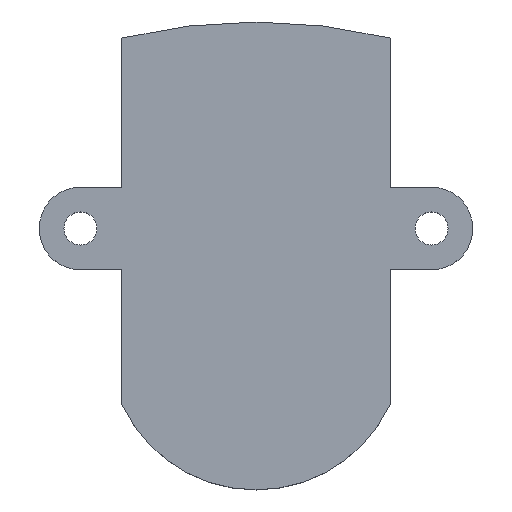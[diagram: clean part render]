
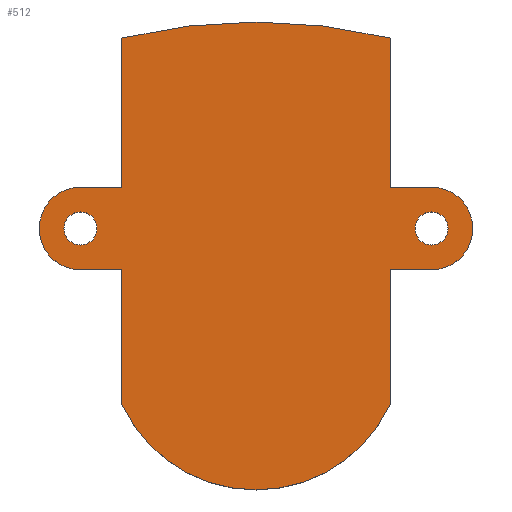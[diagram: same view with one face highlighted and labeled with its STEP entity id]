
A CAD part, top view. The second image highlights one B-rep face of the part: STEP entity #512.
In plain terms, the highlighted planar face has unit normal (0, 0, 1).
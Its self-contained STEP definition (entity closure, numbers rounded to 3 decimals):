
#23=FACE_BOUND('',#108,.T.);
#24=FACE_BOUND('',#109,.T.);
#42=PLANE('',#577);
#71=FACE_OUTER_BOUND('',#107,.T.);
#107=EDGE_LOOP('',(#460,#461,#462,#463,#464,#465,#466,#467,#468,#469,#470,
#471));
#108=EDGE_LOOP('',(#472));
#109=EDGE_LOOP('',(#473));
#129=LINE('',#796,#175);
#133=LINE('',#804,#179);
#138=LINE('',#822,#184);
#140=LINE('',#825,#186);
#143=LINE('',#837,#189);
#147=LINE('',#846,#193);
#154=LINE('',#867,#200);
#155=LINE('',#868,#201);
#175=VECTOR('',#649,10.);
#179=VECTOR('',#653,10.);
#184=VECTOR('',#672,10.);
#186=VECTOR('',#676,10.);
#189=VECTOR('',#689,10.);
#193=VECTOR('',#695,10.);
#200=VECTOR('',#720,10.);
#201=VECTOR('',#721,10.);
#214=CIRCLE('',#554,1.6);
#215=CIRCLE('',#556,4.);
#218=CIRCLE('',#563,1.6);
#219=CIRCLE('',#567,4.);
#222=CIRCLE('',#573,14.318);
#223=CIRCLE('',#576,55.);
#245=VERTEX_POINT('',#793);
#246=VERTEX_POINT('',#795);
#249=VERTEX_POINT('',#801);
#250=VERTEX_POINT('',#803);
#252=VERTEX_POINT('',#809);
#253=VERTEX_POINT('',#813);
#254=VERTEX_POINT('',#814);
#258=VERTEX_POINT('',#831);
#259=VERTEX_POINT('',#835);
#260=VERTEX_POINT('',#836);
#263=VERTEX_POINT('',#844);
#264=VERTEX_POINT('',#845);
#268=VERTEX_POINT('',#861);
#269=VERTEX_POINT('',#865);
#300=EDGE_CURVE('',#246,#245,#129,.T.);
#304=EDGE_CURVE('',#250,#249,#133,.T.);
#308=EDGE_CURVE('',#252,#252,#214,.T.);
#309=EDGE_CURVE('',#253,#254,#215,.T.);
#313=EDGE_CURVE('',#254,#246,#138,.T.);
#315=EDGE_CURVE('',#249,#253,#140,.T.);
#319=EDGE_CURVE('',#258,#258,#218,.T.);
#320=EDGE_CURVE('',#259,#260,#143,.T.);
#324=EDGE_CURVE('',#263,#264,#147,.T.);
#328=EDGE_CURVE('',#263,#260,#219,.T.);
#332=EDGE_CURVE('',#268,#245,#222,.T.);
#335=EDGE_CURVE('',#259,#269,#154,.T.);
#336=EDGE_CURVE('',#268,#264,#155,.T.);
#337=EDGE_CURVE('',#250,#269,#223,.T.);
#460=ORIENTED_EDGE('',*,*,#337,.F.);
#461=ORIENTED_EDGE('',*,*,#304,.T.);
#462=ORIENTED_EDGE('',*,*,#315,.T.);
#463=ORIENTED_EDGE('',*,*,#309,.T.);
#464=ORIENTED_EDGE('',*,*,#313,.T.);
#465=ORIENTED_EDGE('',*,*,#300,.T.);
#466=ORIENTED_EDGE('',*,*,#332,.F.);
#467=ORIENTED_EDGE('',*,*,#336,.T.);
#468=ORIENTED_EDGE('',*,*,#324,.F.);
#469=ORIENTED_EDGE('',*,*,#328,.T.);
#470=ORIENTED_EDGE('',*,*,#320,.F.);
#471=ORIENTED_EDGE('',*,*,#335,.T.);
#472=ORIENTED_EDGE('',*,*,#308,.T.);
#473=ORIENTED_EDGE('',*,*,#319,.T.);
#512=ADVANCED_FACE('',(#71,#23,#24),#42,.F.);
#554=AXIS2_PLACEMENT_3D('',#811,#660,#661);
#556=AXIS2_PLACEMENT_3D('',#815,#664,#665);
#563=AXIS2_PLACEMENT_3D('',#833,#685,#686);
#567=AXIS2_PLACEMENT_3D('',#853,#701,#702);
#573=AXIS2_PLACEMENT_3D('',#862,#714,#715);
#576=AXIS2_PLACEMENT_3D('',#870,#724,#725);
#577=AXIS2_PLACEMENT_3D('',#871,#726,#727);
#649=DIRECTION('',(0.,-1.,0.));
#653=DIRECTION('',(0.,-1.,0.));
#660=DIRECTION('center_axis',(0.,0.,-1.));
#661=DIRECTION('ref_axis',(-1.,0.,0.));
#664=DIRECTION('center_axis',(0.,0.,1.));
#665=DIRECTION('ref_axis',(-1.,0.,0.));
#672=DIRECTION('',(1.,0.,0.));
#676=DIRECTION('',(-1.,0.,0.));
#685=DIRECTION('center_axis',(0.,0.,-1.));
#686=DIRECTION('ref_axis',(-1.,0.,0.));
#689=DIRECTION('',(1.,0.,0.));
#695=DIRECTION('',(-1.,0.,0.));
#701=DIRECTION('center_axis',(0.,0.,1.));
#702=DIRECTION('ref_axis',(-1.,0.,0.));
#714=DIRECTION('center_axis',(0.,0.,-1.));
#715=DIRECTION('ref_axis',(0.908,-0.419,0.));
#720=DIRECTION('',(0.,1.,0.));
#721=DIRECTION('',(0.,1.,0.));
#724=DIRECTION('center_axis',(0.,0.,-1.));
#725=DIRECTION('ref_axis',(1.,0.,0.));
#726=DIRECTION('center_axis',(0.,0.,-1.));
#727=DIRECTION('ref_axis',(1.,0.,0.));
#793=CARTESIAN_POINT('',(-13.,18.,140.));
#795=CARTESIAN_POINT('',(-13.,31.,140.));
#796=CARTESIAN_POINT('',(-13.,58.,140.));
#801=CARTESIAN_POINT('',(-13.,39.,140.));
#803=CARTESIAN_POINT('',(-13.,53.442,140.));
#804=CARTESIAN_POINT('',(-13.,58.,140.));
#809=CARTESIAN_POINT('',(-15.4,35.,140.));
#811=CARTESIAN_POINT('Origin',(-17.,35.,140.));
#813=CARTESIAN_POINT('',(-17.,39.,140.));
#814=CARTESIAN_POINT('',(-17.,31.,140.));
#815=CARTESIAN_POINT('Origin',(-17.,35.,140.));
#822=CARTESIAN_POINT('',(-17.,31.,140.));
#825=CARTESIAN_POINT('',(-13.,39.,140.));
#831=CARTESIAN_POINT('',(18.6,35.,140.));
#833=CARTESIAN_POINT('Origin',(17.,35.,140.));
#835=CARTESIAN_POINT('',(13.,39.,140.));
#836=CARTESIAN_POINT('',(17.,39.,140.));
#837=CARTESIAN_POINT('',(13.,39.,140.));
#844=CARTESIAN_POINT('',(17.,31.,140.));
#845=CARTESIAN_POINT('',(13.,31.,140.));
#846=CARTESIAN_POINT('',(17.,31.,140.));
#853=CARTESIAN_POINT('Origin',(17.,35.,140.));
#861=CARTESIAN_POINT('',(13.,18.,140.));
#862=CARTESIAN_POINT('Origin',(0.,24.,140.));
#865=CARTESIAN_POINT('',(13.,53.442,140.));
#867=CARTESIAN_POINT('',(13.,18.,140.));
#868=CARTESIAN_POINT('',(13.,18.,140.));
#870=CARTESIAN_POINT('Origin',(0.,0.,140.));
#871=CARTESIAN_POINT('Origin',(0.,32.341,140.));
